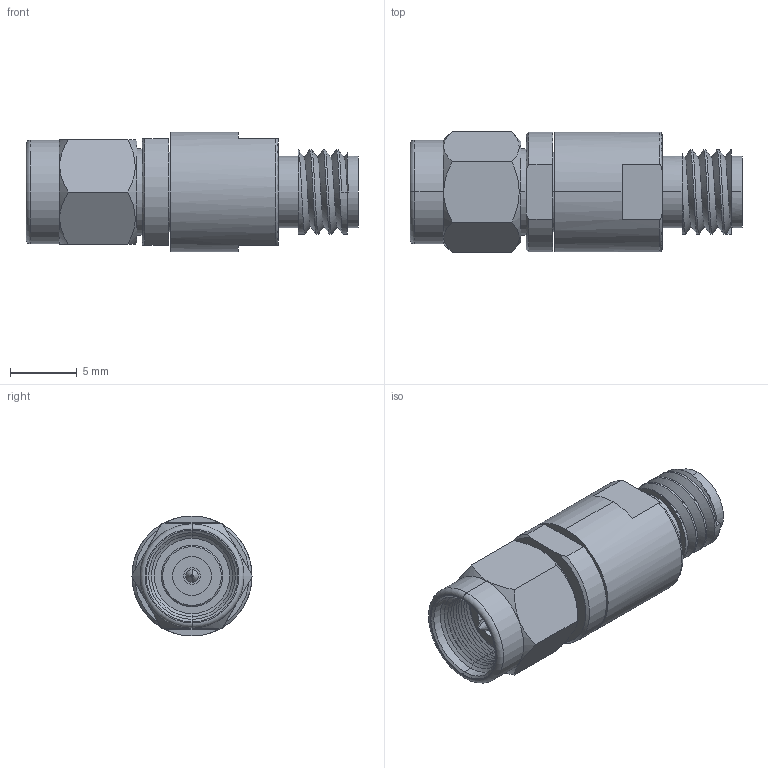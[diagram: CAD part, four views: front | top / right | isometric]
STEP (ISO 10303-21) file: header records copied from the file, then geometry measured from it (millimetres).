
FILE_DESCRIPTION (( 'STEP AP203' ), '1' );
FILE_NAME ('B3610N01.STEP', '2022-01-07T03:44:18', ( '' ), ( '' ), 'SwSTEP 2.0', 'SolidWorks 2018', '' );
FILE_SCHEMA (( 'CONFIG_CONTROL_DESIGN' ));
Length unit declared in the file: millimetre
Products named in the file (1): B3610N01
Bounding box: 24.9 x 9.06 x 9 mm (x, y, z)
Volume: 1012.5 mm3; surface area: 1243.2 mm2
Topology: 1 solids, 1 shells, 142 faces, 319 edges, 191 vertices
Faces by surface type: cone 62, cylinder 43, plane 31, torus 4, bspline 2
Entity records: 4541 total; most frequent: CARTESIAN_POINT 1315, DIRECTION 696, ORIENTED_EDGE 634, EDGE_CURVE 317, AXIS2_PLACEMENT_3D 282, VERTEX_POINT 191, EDGE_LOOP 156, ADVANCED_FACE 142
